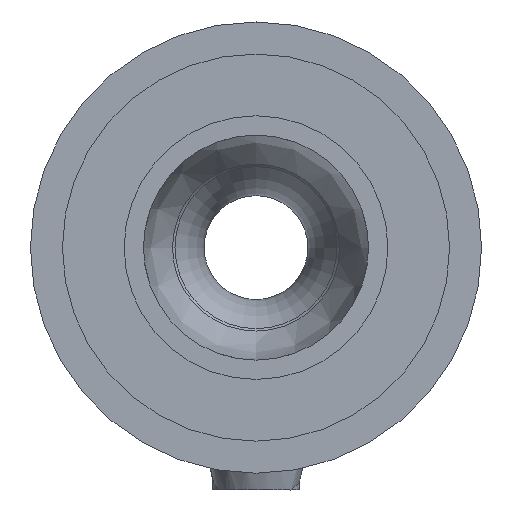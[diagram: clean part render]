
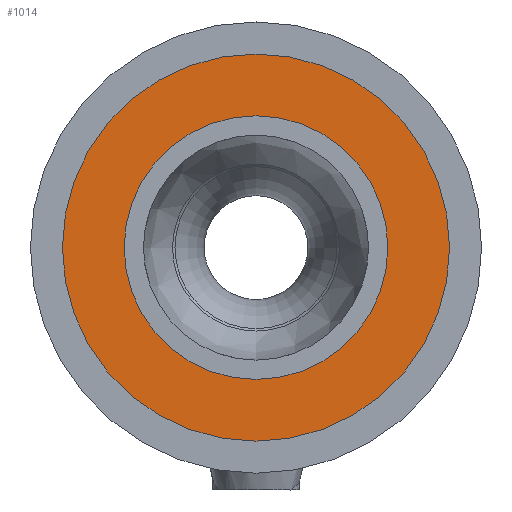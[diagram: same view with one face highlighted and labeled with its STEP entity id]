
A CAD part, front view. The second image highlights one B-rep face of the part: STEP entity #1014.
In plain terms, the highlighted planar face has unit normal (0, -1, 0).
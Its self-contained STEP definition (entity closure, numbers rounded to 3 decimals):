
#33=FACE_BOUND('',#159,.T.);
#47=PLANE('',#1125);
#100=FACE_OUTER_BOUND('',#158,.T.);
#158=EDGE_LOOP('',(#874,#875));
#159=EDGE_LOOP('',(#876,#877));
#277=CIRCLE('',#1123,11.18);
#278=CIRCLE('',#1124,11.18);
#279=CIRCLE('',#1126,7.615);
#280=CIRCLE('',#1127,7.615);
#447=VERTEX_POINT('',#2474);
#448=VERTEX_POINT('',#2475);
#449=VERTEX_POINT('',#2480);
#450=VERTEX_POINT('',#2481);
#596=EDGE_CURVE('',#447,#448,#277,.T.);
#598=EDGE_CURVE('',#448,#447,#278,.T.);
#599=EDGE_CURVE('',#449,#450,#279,.T.);
#600=EDGE_CURVE('',#450,#449,#280,.T.);
#874=ORIENTED_EDGE('',*,*,#596,.F.);
#875=ORIENTED_EDGE('',*,*,#598,.F.);
#876=ORIENTED_EDGE('',*,*,#599,.T.);
#877=ORIENTED_EDGE('',*,*,#600,.T.);
#1014=ADVANCED_FACE('',(#100,#33),#47,.T.);
#1123=AXIS2_PLACEMENT_3D('',#2476,#1372,#1373);
#1124=AXIS2_PLACEMENT_3D('',#2478,#1375,#1376);
#1125=AXIS2_PLACEMENT_3D('',#2479,#1377,#1378);
#1126=AXIS2_PLACEMENT_3D('',#2482,#1379,#1380);
#1127=AXIS2_PLACEMENT_3D('',#2483,#1381,#1382);
#1372=DIRECTION('center_axis',(0.,1.,0.));
#1373=DIRECTION('ref_axis',(1.,0.,0.));
#1375=DIRECTION('center_axis',(0.,1.,0.));
#1376=DIRECTION('ref_axis',(1.,0.,0.));
#1377=DIRECTION('center_axis',(0.,-1.,0.));
#1378=DIRECTION('ref_axis',(0.,0.,-1.));
#1379=DIRECTION('center_axis',(0.,1.,0.));
#1380=DIRECTION('ref_axis',(1.,0.,0.));
#1381=DIRECTION('center_axis',(0.,1.,0.));
#1382=DIRECTION('ref_axis',(1.,0.,0.));
#2474=CARTESIAN_POINT('',(0.,17.,11.18));
#2475=CARTESIAN_POINT('',(0.,17.,-11.18));
#2476=CARTESIAN_POINT('Origin',(0.,17.,0.));
#2478=CARTESIAN_POINT('Origin',(0.,17.,0.));
#2479=CARTESIAN_POINT('Origin',(0.,17.,11.18));
#2480=CARTESIAN_POINT('',(0.,17.,7.615));
#2481=CARTESIAN_POINT('',(0.,17.,-7.615));
#2482=CARTESIAN_POINT('Origin',(0.,17.,0.));
#2483=CARTESIAN_POINT('Origin',(0.,17.,0.));
